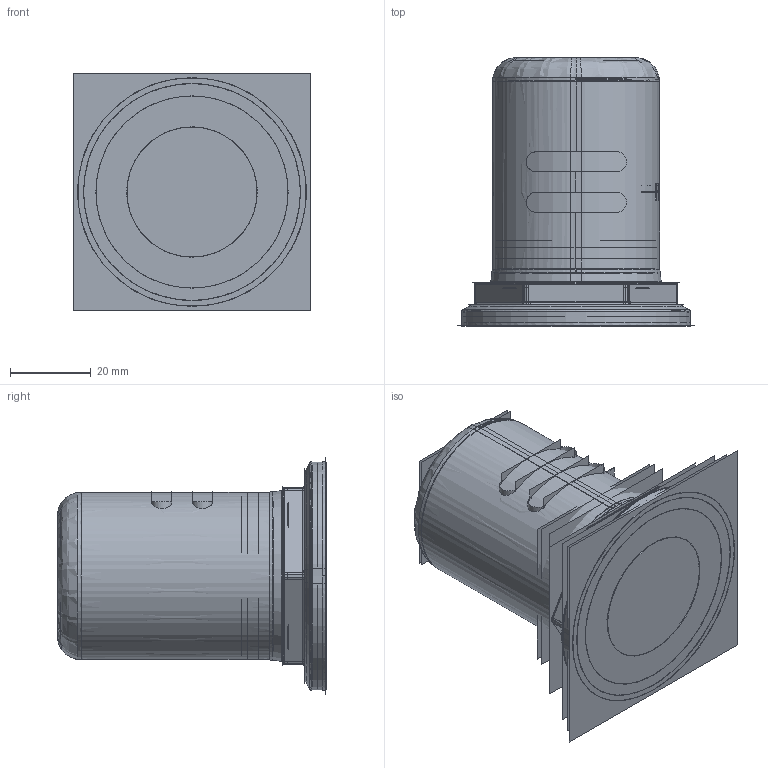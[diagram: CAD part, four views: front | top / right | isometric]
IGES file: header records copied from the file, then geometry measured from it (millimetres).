
Start section:  PTC IGES file: 3220-5751_asm.igs
Global section: file name: 3220-5751_asm.igs; native system: Creo Parametric by Parametric Technology Corporation; preprocessor: 2013150; author: rsmith; organization: Unknown; date: 20180921.142251; units: inch
Bounding box: 58.91 x 66.6 x 58.91 mm (x, y, z)
Surface area: 134734.4 mm2 (no closed solid volume)
Topology: 0 solids, 0 shells, 404 faces, 5955 edges, 7988 vertices
Faces by surface type: revolution 280, bspline 124
